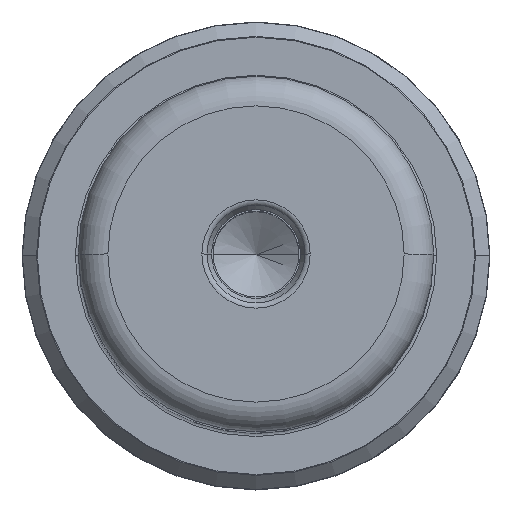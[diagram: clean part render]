
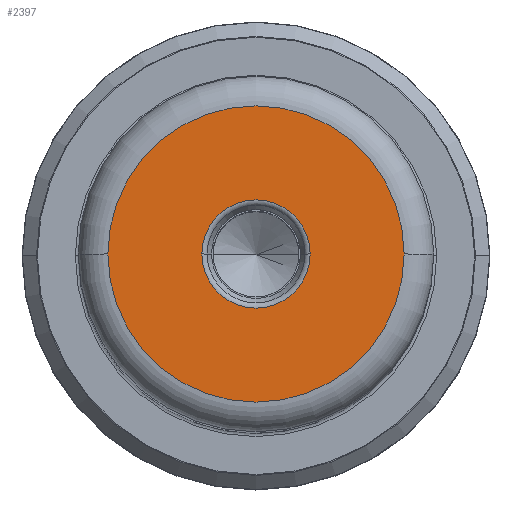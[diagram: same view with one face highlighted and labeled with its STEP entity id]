
A CAD part, top view. The second image highlights one B-rep face of the part: STEP entity #2397.
In plain terms, the highlighted planar face has unit normal (0, 0, 1).
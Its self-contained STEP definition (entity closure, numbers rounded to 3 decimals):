
#7 = EDGE_CURVE ( 'NONE', #1404, #32, #4338, .T. ) ;
#32 = VERTEX_POINT ( 'NONE', #3934 ) ;
#216 = FACE_OUTER_BOUND ( 'NONE', #3435, .T. ) ;
#251 = DIRECTION ( 'NONE',  ( -1., 0., 0. ) ) ;
#253 = EDGE_LOOP ( 'NONE', ( #822, #2455 ) ) ;
#289 = AXIS2_PLACEMENT_3D ( 'NONE', #3516, #4212, #2513 ) ;
#582 = PLANE ( 'NONE',  #4093 ) ;
#605 = CARTESIAN_POINT ( 'NONE',  ( 0., 0., 242. ) ) ;
#822 = ORIENTED_EDGE ( 'NONE', *, *, #2166, .T. ) ;
#1241 = CARTESIAN_POINT ( 'NONE',  ( 0., 0., 242. ) ) ;
#1249 = CARTESIAN_POINT ( 'NONE',  ( 0., 0., 242. ) ) ;
#1404 = VERTEX_POINT ( 'NONE', #2423 ) ;
#1512 = EDGE_CURVE ( 'NONE', #3447, #1630, #3126, .T. ) ;
#1630 = VERTEX_POINT ( 'NONE', #1964 ) ;
#1868 = CIRCLE ( 'NONE', #289, 9.138 ) ;
#1964 = CARTESIAN_POINT ( 'NONE',  ( -9.138, 0., 242. ) ) ;
#1987 = CARTESIAN_POINT ( 'NONE',  ( 0., 0., 242. ) ) ;
#2166 = EDGE_CURVE ( 'NONE', #1630, #3447, #1868, .T. ) ;
#2196 = AXIS2_PLACEMENT_3D ( 'NONE', #1241, #3977, #2904 ) ;
#2253 = CIRCLE ( 'NONE', #3106, 25.017 ) ;
#2304 = ORIENTED_EDGE ( 'NONE', *, *, #3586, .T. ) ;
#2397 = ADVANCED_FACE ( 'NONE', ( #2727, #216 ), #582, .T. ) ;
#2423 = CARTESIAN_POINT ( 'NONE',  ( 25.017, 0., 242. ) ) ;
#2455 = ORIENTED_EDGE ( 'NONE', *, *, #1512, .T. ) ;
#2513 = DIRECTION ( 'NONE',  ( -1., 0., 0. ) ) ;
#2727 = FACE_BOUND ( 'NONE', #253, .T. ) ;
#2904 = DIRECTION ( 'NONE',  ( 1., 0., 0. ) ) ;
#3106 = AXIS2_PLACEMENT_3D ( 'NONE', #605, #4010, #4387 ) ;
#3126 = CIRCLE ( 'NONE', #3412, 9.138 ) ;
#3222 = CARTESIAN_POINT ( 'NONE',  ( 9.138, 0., 242. ) ) ;
#3345 = DIRECTION ( 'NONE',  ( 0., 0., -1. ) ) ;
#3412 = AXIS2_PLACEMENT_3D ( 'NONE', #1987, #3345, #251 ) ;
#3435 = EDGE_LOOP ( 'NONE', ( #4244, #2304 ) ) ;
#3447 = VERTEX_POINT ( 'NONE', #3222 ) ;
#3516 = CARTESIAN_POINT ( 'NONE',  ( 0., 0., 242. ) ) ;
#3586 = EDGE_CURVE ( 'NONE', #32, #1404, #2253, .T. ) ;
#3934 = CARTESIAN_POINT ( 'NONE',  ( -25.017, 0., 242. ) ) ;
#3977 = DIRECTION ( 'NONE',  ( 0., 0., 1. ) ) ;
#3985 = DIRECTION ( 'NONE',  ( 1., 0., 0. ) ) ;
#4010 = DIRECTION ( 'NONE',  ( 0., 0., 1. ) ) ;
#4093 = AXIS2_PLACEMENT_3D ( 'NONE', #1249, #4320, #3985 ) ;
#4212 = DIRECTION ( 'NONE',  ( 0., 0., -1. ) ) ;
#4244 = ORIENTED_EDGE ( 'NONE', *, *, #7, .T. ) ;
#4320 = DIRECTION ( 'NONE',  ( 0., 0., 1. ) ) ;
#4338 = CIRCLE ( 'NONE', #2196, 25.017 ) ;
#4387 = DIRECTION ( 'NONE',  ( 1., 0., 0. ) ) ;
